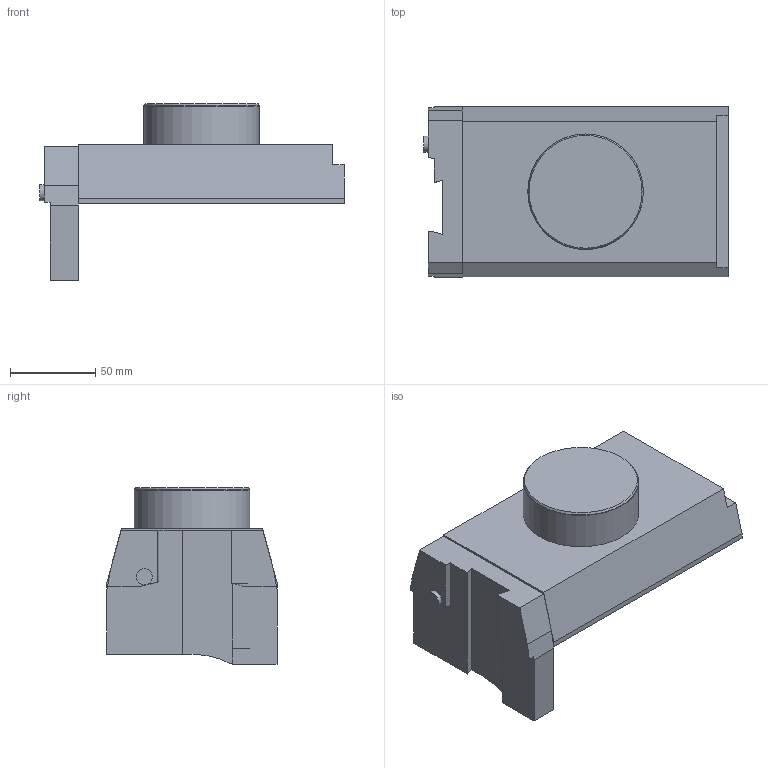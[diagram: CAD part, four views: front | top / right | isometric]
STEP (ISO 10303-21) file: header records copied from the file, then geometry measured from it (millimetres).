
FILE_DESCRIPTION(/* description */ (''),/* implementation_level */ '2;1');
FILE_NAME(/* name */ '1527736952354.stp',/* time_stamp */ '2018-05-31T08:52:54+05:00',/* author */ (''),/* organization */ ('SMS'),/* preprocessor_version */ 'ST-DEVELOPER v15',/* originating_system */ 'SIEMENS PLM Software NX 8.5',/* authorisation */ '');
FILE_SCHEMA (('AUTOMOTIVE_DESIGN { 1 0 10303 214 3 1 1 1 }'));
Length unit declared in the file: millimetre
Products named in the file (1): 201629575mod000_00
Bounding box: 179.25 x 100 x 104 mm (x, y, z)
Volume: 699153 mm3; surface area: 66614.9 mm2
Topology: 1 solids, 1 shells, 50 faces, 134 edges, 91 vertices
Faces by surface type: plane 42, cylinder 6, cone 2
Full cylindrical faces by diameter (mm): 9.5 x1, 68 x1
Entity records: 1593 total; most frequent: CARTESIAN_POINT 275, ORIENTED_EDGE 260, DIRECTION 256, EDGE_CURVE 130, LINE 112, VECTOR 112, VERTEX_POINT 88, AXIS2_PLACEMENT_3D 72
